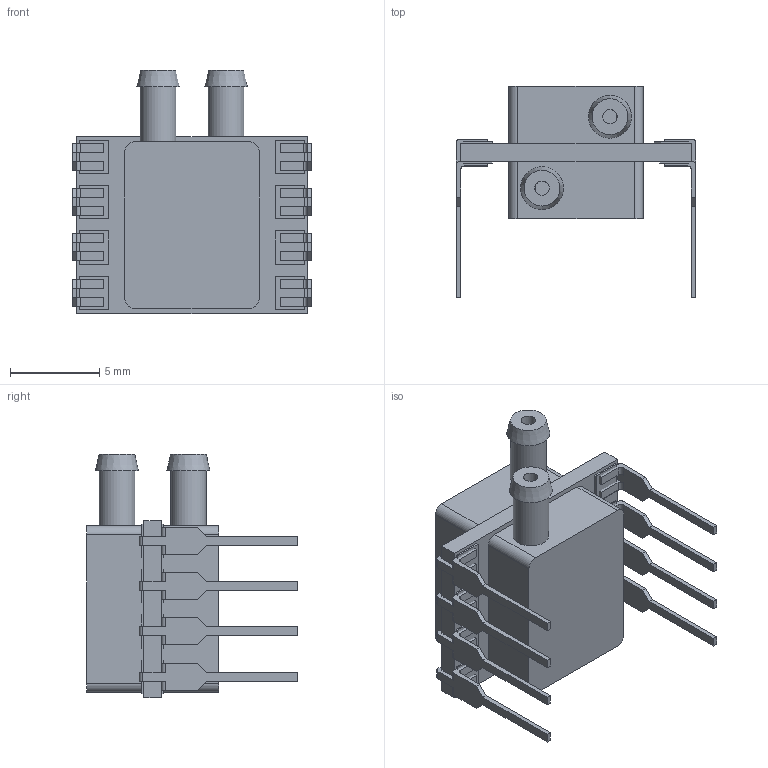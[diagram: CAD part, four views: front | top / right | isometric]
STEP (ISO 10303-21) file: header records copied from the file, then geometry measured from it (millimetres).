
FILE_DESCRIPTION(/* description */ ('CAD drawinng of AMS691x-yyyy-D-H revision 1.0'),/* implementation_level */ '2;1');
FILE_NAME(/* name */ 'AMS691x-yyyy-D-H.stp',/* time_stamp */ '2021-03-02T13:22:21+01:00',/* author */ ('ash'),/* organization */ ('Analog Microelectronics GmbH'),/* preprocessor_version */ 'ST-DEVELOPER v16.1',/* originating_system */ 'Autodesk Inventor 2016',/* authorisation */ '');
FILE_SCHEMA (('AUTOMOTIVE_DESIGN { 1 0 10303 214 3 1 1 }'));
Length unit declared in the file: millimetre
Products named in the file (4): AMS6915-Keramik; AMS6915-DIL-Pin; AMS6915-Kappe; AMS691x-yyyy-D-H
Assembly tree (11 placements, depth 2):
  AMS691x-yyyy-D-H
    AMS6915-Keramik
    AMS6915-DIL-Pin  x8
    AMS6915-Kappe  x2
Bounding box: 13.4 x 11.8 x 13.6 mm (x, y, z)
Volume: 457.2 mm3; surface area: 1179.9 mm2
Topology: 11 solids, 11 shells, 362 faces, 941 edges, 621 vertices
Faces by surface type: plane 289, cylinder 69, cone 4
Full cylindrical faces by diameter (mm): 0.5 x1, 0.8 x2, 2 x2
Entity records: 4263 total; most frequent: CARTESIAN_POINT 736, DIRECTION 690, ORIENTED_EDGE 684, EDGE_CURVE 342, LINE 304, VECTOR 304, VERTEX_POINT 229, AXIS2_PLACEMENT_3D 193
